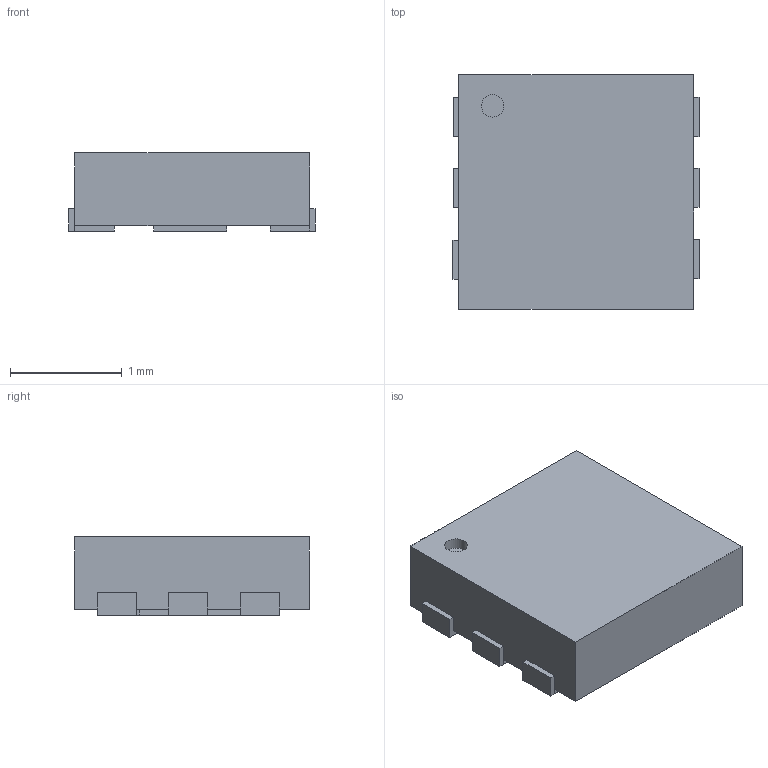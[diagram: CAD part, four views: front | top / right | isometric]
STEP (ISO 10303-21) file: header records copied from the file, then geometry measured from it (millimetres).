
FILE_DESCRIPTION(/* description */ (''),/* implementation_level */ '2;1');
FILE_NAME(/* name */ 'USON-6.stp',/* time_stamp */ '2019-02-27T16:39:18+02:00',/* author */ (''),/* organization */ (''),/* preprocessor_version */ 'ST-DEVELOPER v15.2',/* originating_system */ 'Autodesk Translator Framework v2.0.0.5431',/* authorisation */ '');
FILE_SCHEMA (('AUTOMOTIVE_DESIGN { 1 0 10303 214 3 1 1 }'));
Length unit declared in the file: centimetre
Products named in the file (1): USON-6
Bounding box: 2.2 x 2.1 x 0.7 mm (x, y, z)
Volume: 3 mm3; surface area: 19.2 mm2
Topology: 10 solids, 10 shells, 78 faces, 168 edges, 111 vertices
Faces by surface type: plane 76, cylinder 2
Full cylindrical faces by diameter (mm): 0.2 x1
Entity records: 2068 total; most frequent: CARTESIAN_POINT 357, ORIENTED_EDGE 334, DIRECTION 329, EDGE_CURVE 167, LINE 163, VECTOR 163, VERTEX_POINT 111, AXIS2_PLACEMENT_3D 83
